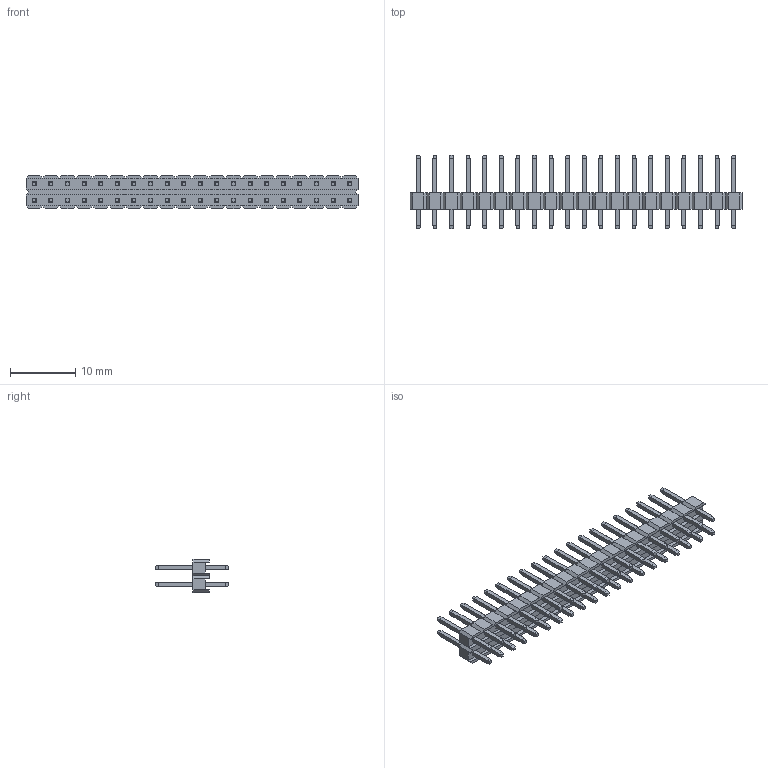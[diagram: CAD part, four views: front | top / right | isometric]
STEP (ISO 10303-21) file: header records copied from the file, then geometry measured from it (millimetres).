
FILE_DESCRIPTION(/* description */ (''),/* implementation_level */ '2;1');
FILE_NAME(/* name */ '2.54 mm DUPONT MALE PIN HEADER_ IO_ 2X20_ RPi4ModelB_ipt_8076bf11.STEP',/* time_stamp */ '2024-05-28T16:08:00+01:00',/* author */ ('rlndo'),/* organization */ (''),/* preprocessor_version */ 'ST-DEVELOPER v16.13',/* originating_system */ 'Autodesk Inventor 2018',/* authorisation */ '');
FILE_SCHEMA (('AUTOMOTIVE_DESIGN { 1 0 10303 214 3 1 1 }'));
Length unit declared in the file: millimetre
Products named in the file (1): 2.54 mm DUPONT MALE PIN HEADER, IO, 2X20, RPi4ModelB
Bounding box: 50.8 x 11.3 x 5.08 mm (x, y, z)
Volume: 678.3 mm3; surface area: 2254.2 mm2
Topology: 41 solids, 41 shells, 858 faces, 2008 edges, 1232 vertices
Faces by surface type: plane 858
Entity records: 24292 total; most frequent: CARTESIAN_POINT 4099, ORIENTED_EDGE 4016, DIRECTION 3726, LINE 2008, VECTOR 2008, EDGE_CURVE 2008, VERTEX_POINT 1232, EDGE_LOOP 938
